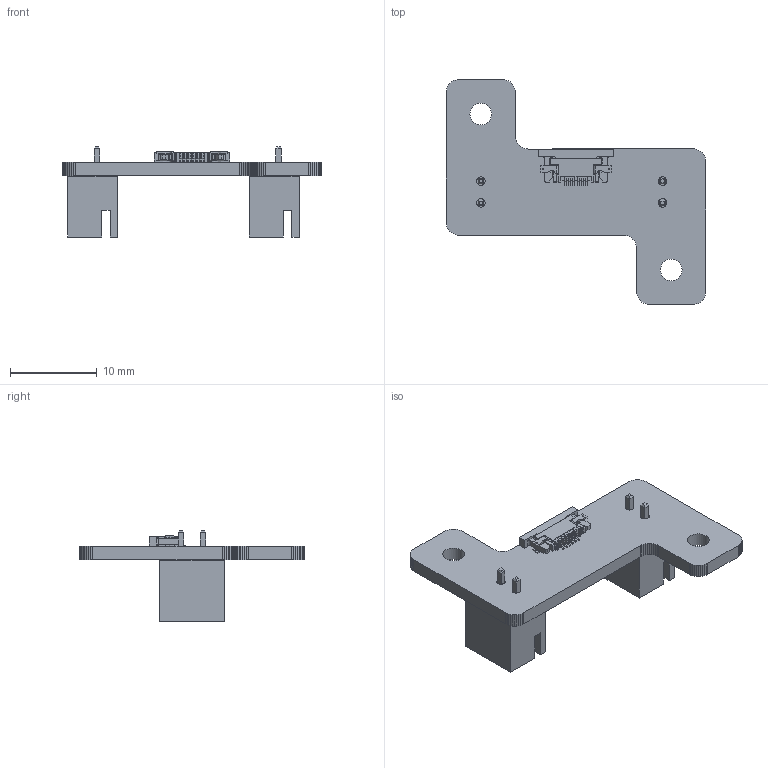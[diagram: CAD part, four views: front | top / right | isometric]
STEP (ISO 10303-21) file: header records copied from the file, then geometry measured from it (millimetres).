
FILE_DESCRIPTION(('KiCad electronic assembly'),'2;1');
FILE_NAME('BREAKOUT.step','2023-10-17T05:37:37',('Pcbnew'),('Kicad'), 'Open CASCADE STEP processor 7.6','KiCad to STEP converter','Unknown' );
FILE_SCHEMA(('AUTOMOTIVE_DESIGN { 1 0 10303 214 1 1 1 1 }'));
Length unit declared in the file: millimetre
Products named in the file (6): BREAKOUT 1; 687106183722_Download_STP_687106183722_rev1; COMPOUND; User Library-JST B2B-XH-A; _autosave-BREAKOUT PCB
Assembly tree (6 placements, depth 3):
  BREAKOUT 1
    687106183722_Download_STP_687106183722_rev1
      COMPOUND
    User Library-JST B2B-XH-A  x2
      COMPOUND
    _autosave-BREAKOUT PCB
Bounding box: 30 x 26 x 10.4 mm (x, y, z)
Volume: 1042.5 mm3; surface area: 2003.8 mm2
Topology: 21 solids, 21 shells, 845 faces, 2385 edges, 1560 vertices
Faces by surface type: plane 666, cylinder 177, bspline 2
Full cylindrical faces by diameter (mm): 1 x4, 2.5 x2
Entity records: 55255 total; most frequent: CARTESIAN_POINT 9519, DIRECTION 8627, LINE 6017, VECTOR 6017, ORIENTED_EDGE 4502, PCURVE 4502, DEFINITIONAL_REPRESENTATION 4502, EDGE_CURVE 2251
